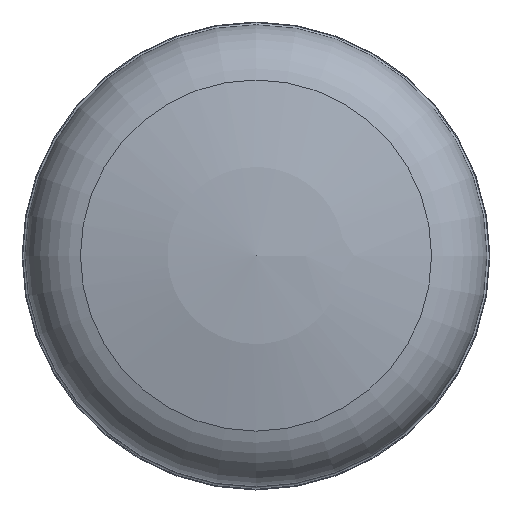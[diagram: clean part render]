
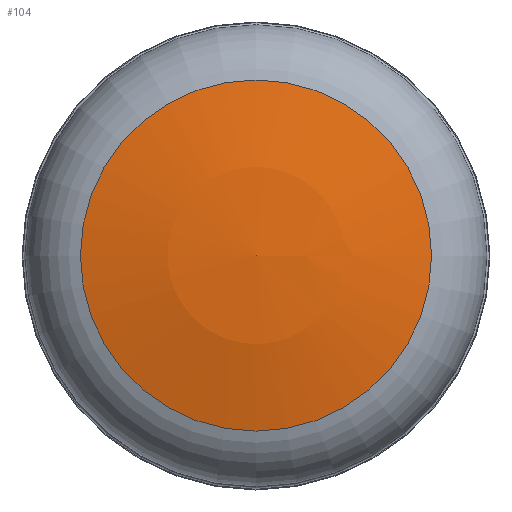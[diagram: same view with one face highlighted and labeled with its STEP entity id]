
A CAD part, top view. The second image highlights one B-rep face of the part: STEP entity #104.
In plain terms, the highlighted spherical face has radius 120 mm.
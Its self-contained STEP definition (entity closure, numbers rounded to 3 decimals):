
#30=FACE_OUTER_BOUND($,#40,.T.);
#40=EDGE_LOOP($,(#85));
#58=CIRCLE($,#118,28.889);
#67=VERTEX_POINT($,#178);
#76=EDGE_CURVE($,#67,#67,#58,.T.);
#85=ORIENTED_EDGE($,*,*,#76,.F.);
#103=SPHERICAL_SURFACE($,#117,120.);
#104=ADVANCED_FACE($,(#30),#103,.T.);
#117=AXIS2_PLACEMENT_3D($,#177,#138,#139);
#118=AXIS2_PLACEMENT_3D($,#179,#140,#141);
#138=DIRECTION('center_axis',(0.,0.,1.));
#139=DIRECTION('ref_axis',(1.,0.,0.));
#140=DIRECTION('center_axis',(0.,0.,-1.));
#141=DIRECTION('ref_axis',(-1.,0.,0.));
#177=CARTESIAN_POINT('Origin',(0.,0.,-68.));
#178=CARTESIAN_POINT('',(-28.889,0.,48.471));
#179=CARTESIAN_POINT('Origin',(0.,0.,48.471));
